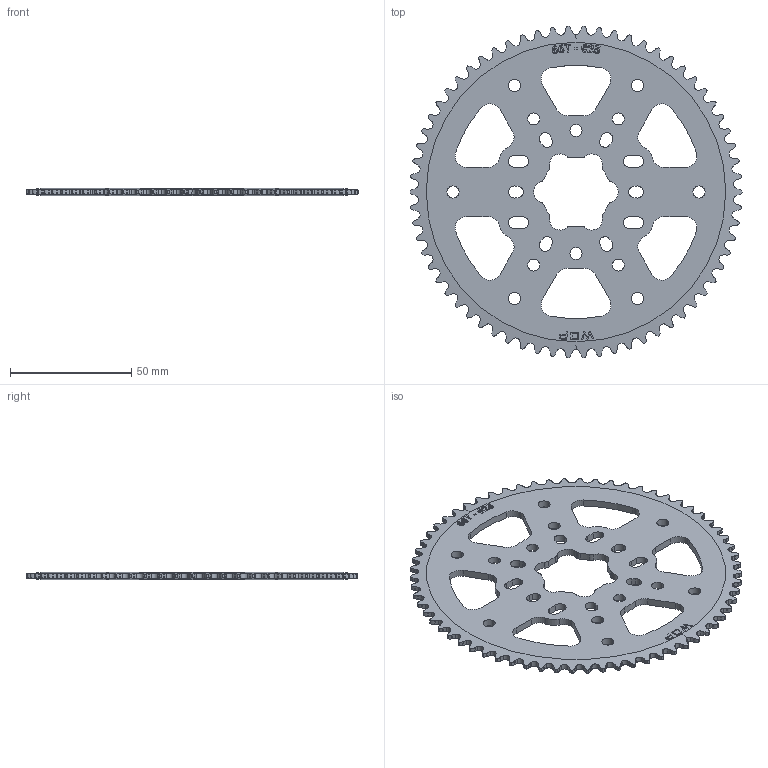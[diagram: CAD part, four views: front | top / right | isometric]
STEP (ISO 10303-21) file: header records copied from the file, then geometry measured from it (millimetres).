
FILE_DESCRIPTION (( 'STEP AP214' ), '1' );
FILE_NAME ('WCP-0971 Rev2.step', '2023-12-13T23:17:48', ( '' ), ( '' ), 'SwSTEP 2.0', 'SolidWorks 2022', '' );
FILE_SCHEMA (( 'AUTOMOTIVE_DESIGN' ));
Length unit declared in the file: inch
Products named in the file (1): WCP-0971 Rev2
Bounding box: 137.11 x 136.99 x 3 mm (x, y, z)
Volume: 28859.5 mm3; surface area: 24211.4 mm2
Topology: 1 solids, 1 shells, 890 faces, 2620 edges, 1746 vertices
Faces by surface type: cylinder 560, plane 283, bspline 43, cone 4
Entity records: 34788 total; most frequent: CARTESIAN_POINT 12824, ORIENTED_EDGE 5240, DIRECTION 3612, EDGE_CURVE 2620, VERTEX_POINT 1746, AXIS2_PLACEMENT_3D 1234, VECTOR 1144, LINE 1144
